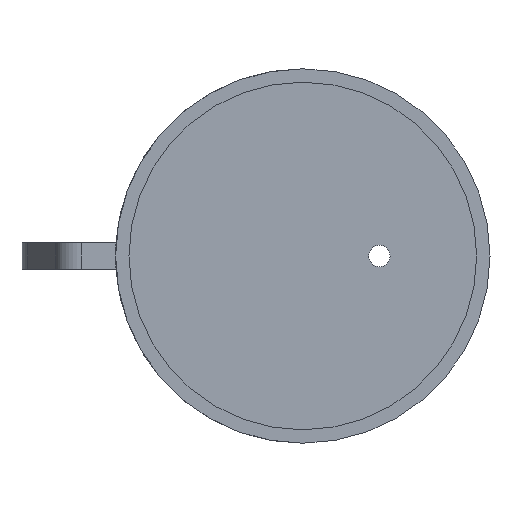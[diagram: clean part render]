
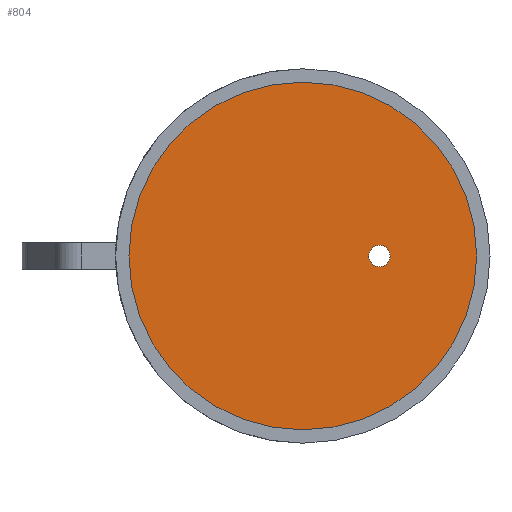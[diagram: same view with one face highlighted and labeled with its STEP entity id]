
A CAD part, front view. The second image highlights one B-rep face of the part: STEP entity #804.
In plain terms, the highlighted planar face has unit normal (0, -1, 0).
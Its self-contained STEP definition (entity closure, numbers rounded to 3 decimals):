
#11 = FACE_OUTER_BOUND ( 'NONE', #1548, .T. ) ;
#15 = EDGE_LOOP ( 'NONE', ( #42, #1555 ) ) ;
#39 = DIRECTION ( 'NONE',  ( 0., 1., 0. ) ) ;
#42 = ORIENTED_EDGE ( 'NONE', *, *, #983, .T. ) ;
#48 = ORIENTED_EDGE ( 'NONE', *, *, #1266, .T. ) ;
#116 = DIRECTION ( 'NONE',  ( 0., -1., 0. ) ) ;
#157 = EDGE_CURVE ( 'NONE', #1102, #1518, #709, .T. ) ;
#175 = CARTESIAN_POINT ( 'NONE',  ( 28.622, -3., 4. ) ) ;
#193 = DIRECTION ( 'NONE',  ( 0., 0., -1. ) ) ;
#264 = CIRCLE ( 'NONE', #1301, 4. ) ;
#270 = VERTEX_POINT ( 'NONE', #175 ) ;
#649 = CARTESIAN_POINT ( 'NONE',  ( 0., -3., 0. ) ) ;
#709 = CIRCLE ( 'NONE', #1180, 65. ) ;
#710 = DIRECTION ( 'NONE',  ( 0., 1., 0. ) ) ;
#748 = VERTEX_POINT ( 'NONE', #1155 ) ;
#753 = EDGE_CURVE ( 'NONE', #748, #270, #264, .T. ) ;
#763 = CIRCLE ( 'NONE', #1407, 4. ) ;
#764 = AXIS2_PLACEMENT_3D ( 'NONE', #938, #1077, #193 ) ;
#776 = ORIENTED_EDGE ( 'NONE', *, *, #157, .T. ) ;
#804 = ADVANCED_FACE ( 'NONE', ( #11, #1024 ), #1285, .T. ) ;
#880 = DIRECTION ( 'NONE',  ( 0., 0., -1. ) ) ;
#938 = CARTESIAN_POINT ( 'NONE',  ( 0., -3., 0. ) ) ;
#983 = EDGE_CURVE ( 'NONE', #270, #748, #763, .T. ) ;
#1011 = DIRECTION ( 'NONE',  ( 0., 0., -1. ) ) ;
#1024 = FACE_BOUND ( 'NONE', #15, .T. ) ;
#1077 = DIRECTION ( 'NONE',  ( 0., -1., 0. ) ) ;
#1102 = VERTEX_POINT ( 'NONE', #1137 ) ;
#1118 = CARTESIAN_POINT ( 'NONE',  ( 0., -3., 65. ) ) ;
#1123 = CARTESIAN_POINT ( 'NONE',  ( 0., -3., 0. ) ) ;
#1137 = CARTESIAN_POINT ( 'NONE',  ( 0., -3., -65. ) ) ;
#1138 = DIRECTION ( 'NONE',  ( 0., -1., 0. ) ) ;
#1146 = DIRECTION ( 'NONE',  ( 0., 0., 1. ) ) ;
#1155 = CARTESIAN_POINT ( 'NONE',  ( 28.622, -3., -4. ) ) ;
#1180 = AXIS2_PLACEMENT_3D ( 'NONE', #1123, #116, #880 ) ;
#1207 = DIRECTION ( 'NONE',  ( 0., 0., 1. ) ) ;
#1226 = AXIS2_PLACEMENT_3D ( 'NONE', #649, #1138, #1011 ) ;
#1231 = CIRCLE ( 'NONE', #764, 65. ) ;
#1266 = EDGE_CURVE ( 'NONE', #1518, #1102, #1231, .T. ) ;
#1285 = PLANE ( 'NONE',  #1226 ) ;
#1291 = CARTESIAN_POINT ( 'NONE',  ( 28.622, -3., 0. ) ) ;
#1301 = AXIS2_PLACEMENT_3D ( 'NONE', #1291, #39, #1146 ) ;
#1407 = AXIS2_PLACEMENT_3D ( 'NONE', #1596, #710, #1207 ) ;
#1518 = VERTEX_POINT ( 'NONE', #1118 ) ;
#1548 = EDGE_LOOP ( 'NONE', ( #48, #776 ) ) ;
#1555 = ORIENTED_EDGE ( 'NONE', *, *, #753, .T. ) ;
#1596 = CARTESIAN_POINT ( 'NONE',  ( 28.622, -3., 0. ) ) ;
